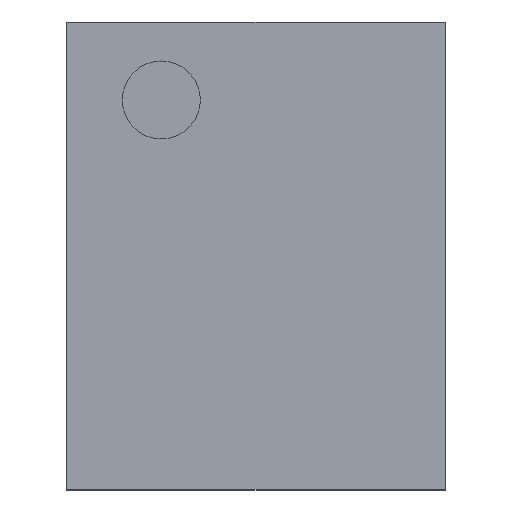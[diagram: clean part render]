
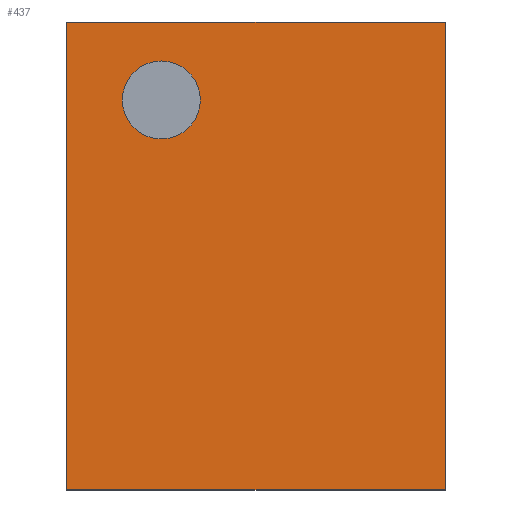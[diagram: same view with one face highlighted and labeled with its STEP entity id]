
A CAD part, top view. The second image highlights one B-rep face of the part: STEP entity #437.
In plain terms, the highlighted planar face has unit normal (0, 0, 1).
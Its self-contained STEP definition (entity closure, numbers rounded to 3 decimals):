
#18=LINE('',#740,#30);
#21=LINE('',#746,#33);
#24=LINE('',#752,#36);
#27=LINE('',#756,#39);
#30=VECTOR('',#601,1.7);
#33=VECTOR('',#606,2.1);
#36=VECTOR('',#611,1.7);
#39=VECTOR('',#616,2.1);
#46=PLANE('',#509);
#55=FACE_BOUND('',#166,.T.);
#123=FACE_OUTER_BOUND('',#165,.T.);
#165=EDGE_LOOP('',(#230,#231,#232,#233));
#166=EDGE_LOOP('',(#234));
#230=ORIENTED_EDGE('',*,*,#291,.T.);
#231=ORIENTED_EDGE('',*,*,#288,.T.);
#232=ORIENTED_EDGE('',*,*,#285,.T.);
#233=ORIENTED_EDGE('',*,*,#282,.T.);
#234=ORIENTED_EDGE('',*,*,#274,.T.);
#274=EDGE_CURVE('',#321,#321,#372,.T.);
#282=EDGE_CURVE('',#330,#329,#18,.T.);
#285=EDGE_CURVE('',#332,#330,#21,.T.);
#288=EDGE_CURVE('',#334,#332,#24,.T.);
#291=EDGE_CURVE('',#329,#334,#27,.T.);
#321=VERTEX_POINT('',#715);
#329=VERTEX_POINT('',#737);
#330=VERTEX_POINT('',#739);
#332=VERTEX_POINT('',#745);
#334=VERTEX_POINT('',#751);
#372=CIRCLE('',#492,0.175);
#437=ADVANCED_FACE('',(#123,#55),#46,.T.);
#492=AXIS2_PLACEMENT_3D('',#716,#573,#574);
#509=AXIS2_PLACEMENT_3D('',#758,#619,#620);
#573=DIRECTION('center_axis',(0.,0.,-1.));
#574=DIRECTION('ref_axis',(-1.,0.,0.));
#601=DIRECTION('',(-1.,0.,0.));
#606=DIRECTION('',(0.,1.,0.));
#611=DIRECTION('',(1.,0.,0.));
#616=DIRECTION('',(0.,-1.,0.));
#619=DIRECTION('center_axis',(0.,0.,1.));
#620=DIRECTION('ref_axis',(1.,0.,0.));
#715=CARTESIAN_POINT('',(-0.25,0.7,0.5));
#716=CARTESIAN_POINT('Origin',(-0.425,0.7,0.5));
#737=CARTESIAN_POINT('',(-0.85,1.05,0.5));
#739=CARTESIAN_POINT('',(0.85,1.05,0.5));
#740=CARTESIAN_POINT('',(0.345,1.05,0.5));
#745=CARTESIAN_POINT('',(0.85,-1.05,0.5));
#746=CARTESIAN_POINT('',(0.85,-0.545,0.5));
#751=CARTESIAN_POINT('',(-0.85,-1.05,0.5));
#752=CARTESIAN_POINT('',(-0.345,-1.05,0.5));
#756=CARTESIAN_POINT('',(-0.85,0.545,0.5));
#758=CARTESIAN_POINT('Origin',(-0.2,0.4,0.5));
